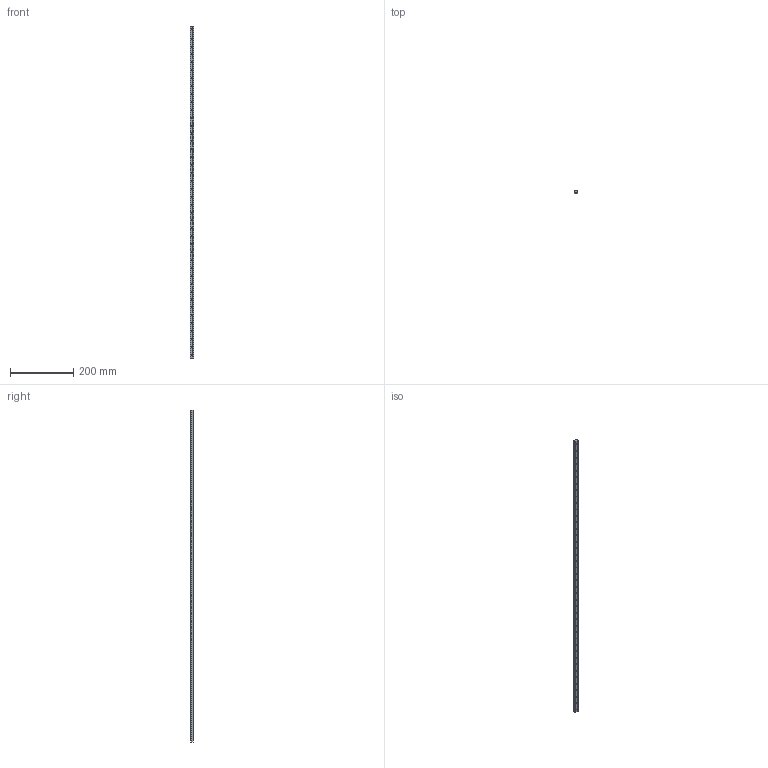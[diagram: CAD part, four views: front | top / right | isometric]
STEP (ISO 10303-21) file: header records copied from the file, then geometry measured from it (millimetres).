
FILE_DESCRIPTION (( 'STEP AP214' ), '1' );
FILE_NAME ('MGN12 LINEAR GUIDE RAIL, CONFIGURABLE, 1050 mm.STEP', '2018-10-15T06:56:28', ( '' ), ( '' ), 'SwSTEP 2.0', 'SolidWorks 2018', '' );
FILE_SCHEMA (( 'AUTOMOTIVE_DESIGN' ));
Length unit declared in the file: millimetre
Products named in the file (2): MGN12 LINEAR GUIDE RAIL, CONFIGURABLE, 1050 mm
Bounding box: 11.97 x 8 x 1050 mm (x, y, z)
Volume: 88587.1 mm3; surface area: 49151.3 mm2
Topology: 1 solids, 1 shells, 248 faces, 738 edges, 492 vertices
Faces by surface type: cylinder 187, plane 61
Entity records: 9069 total; most frequent: CARTESIAN_POINT 1858, DIRECTION 1612, ORIENTED_EDGE 1476, EDGE_CURVE 738, AXIS2_PLACEMENT_3D 666, VERTEX_POINT 492, CIRCLE 416, EDGE_LOOP 332
